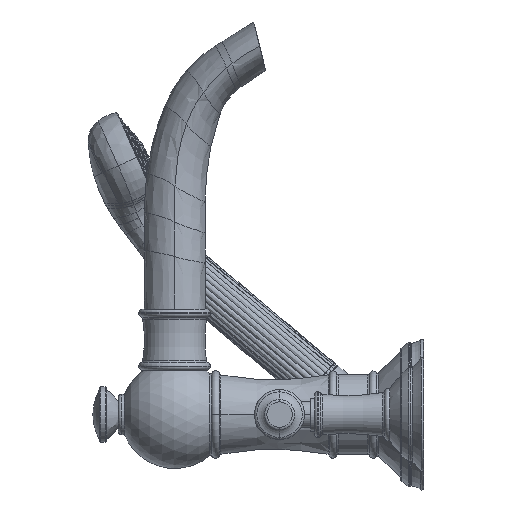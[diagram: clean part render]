
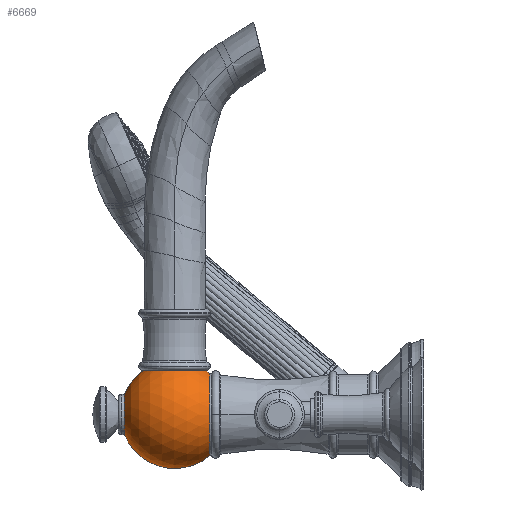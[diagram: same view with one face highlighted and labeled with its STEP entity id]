
A CAD part, left-side view. The second image highlights one B-rep face of the part: STEP entity #6669.
In plain terms, the highlighted spherical face has radius 26.924 mm.
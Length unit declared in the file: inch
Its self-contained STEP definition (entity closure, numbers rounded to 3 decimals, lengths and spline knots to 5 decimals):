
#4442=CARTESIAN_POINT('',(0.,4.89085,0.87));
#4443=DIRECTION('',(0.,0.,-1.));
#4444=DIRECTION('',(0.,-1.,0.));
#4445=AXIS2_PLACEMENT_3D('',#4442,#4443,#4444);
#4447=CARTESIAN_POINT('',(0.,4.89085,0.));
#4448=DIRECTION('',(-1.,0.,0.));
#4449=DIRECTION('',(0.,-0.649,0.76));
#4450=AXIS2_PLACEMENT_3D('',#4447,#4448,#4449);
#4452=CARTESIAN_POINT('',(0.,4.89085,0.));
#4453=DIRECTION('',(1.,0.,0.));
#4454=DIRECTION('',(0.,-0.649,-0.76));
#4455=AXIS2_PLACEMENT_3D('',#4452,#4453,#4454);
#4457=CARTESIAN_POINT('',(0.,5.8745,0.));
#4458=DIRECTION('',(0.,-1.,0.));
#4459=DIRECTION('',(0.,0.,1.));
#4460=AXIS2_PLACEMENT_3D('',#4457,#4458,#4459);
#4462=CARTESIAN_POINT('',(0.,4.89085,0.));
#4463=DIRECTION('',(-1.,0.,0.));
#4464=DIRECTION('',(0.,0.571,0.821));
#4465=AXIS2_PLACEMENT_3D('',#4462,#4463,#4464);
#4467=CARTESIAN_POINT('',(0.,4.20251,0.));
#4468=DIRECTION('',(0.,1.,0.));
#4469=DIRECTION('',(0.,0.,-1.));
#4470=AXIS2_PLACEMENT_3D('',#4467,#4468,#4469);
#5441=CARTESIAN_POINT('',(0.,5.8745,-0.395));
#5442=CARTESIAN_POINT('',(0.,5.8745,0.395));
#5443=VERTEX_POINT('',#5441);
#5444=VERTEX_POINT('',#5442);
#5455=CARTESIAN_POINT('',(0.,4.20251,0.8061));
#5457=VERTEX_POINT('',#5455);
#5459=CARTESIAN_POINT('',(0.,4.20251,-0.8061));
#5460=VERTEX_POINT('',#5459);
#5521=CARTESIAN_POINT('',(0.,5.49641,0.87));
#5522=CARTESIAN_POINT('',(0.,4.28529,0.87));
#5523=VERTEX_POINT('',#5521);
#5524=VERTEX_POINT('',#5522);
#6654=CARTESIAN_POINT('',(0.,4.89085,0.));
#6655=DIRECTION('',(0.,-1.,0.));
#6656=DIRECTION('',(0.,0.,1.));
#6657=AXIS2_PLACEMENT_3D('',#6654,#6655,#6656);
#6658=SPHERICAL_SURFACE('',#6657,1.06);
#6659=ORIENTED_EDGE('',*,*,#6628,.F.);
#6660=ORIENTED_EDGE('',*,*,#6649,.F.);
#6662=ORIENTED_EDGE('',*,*,#6661,.F.);
#6663=ORIENTED_EDGE('',*,*,#6643,.T.);
#6665=ORIENTED_EDGE('',*,*,#6664,.F.);
#6666=ORIENTED_EDGE('',*,*,#6639,.F.);
#6667=EDGE_LOOP('',(#6659,#6660,#6662,#6663,#6665,#6666));
#6668=FACE_OUTER_BOUND('',#6667,.F.);
#6669=ADVANCED_FACE('',(#6668),#6658,.T.);
#4446=CIRCLE('',#4445,0.60556);
#4451=CIRCLE('',#4450,1.06);
#4456=CIRCLE('',#4455,1.06);
#4461=CIRCLE('',#4460,0.395);
#4466=CIRCLE('',#4465,1.06);
#4471=CIRCLE('',#4470,0.8061);
#6628=EDGE_CURVE('',#5524,#5523,#4446,.T.);
#6639=EDGE_CURVE('',#5523,#5444,#4466,.T.);
#6643=EDGE_CURVE('',#5460,#5443,#4456,.T.);
#6649=EDGE_CURVE('',#5457,#5524,#4451,.T.);
#6661=EDGE_CURVE('',#5460,#5457,#4471,.T.);
#6664=EDGE_CURVE('',#5444,#5443,#4461,.T.);
